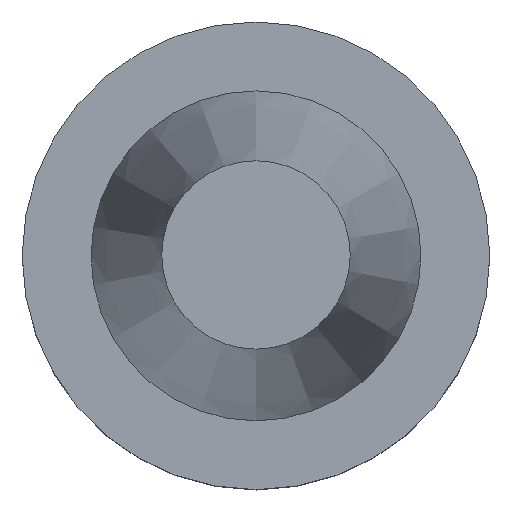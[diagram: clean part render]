
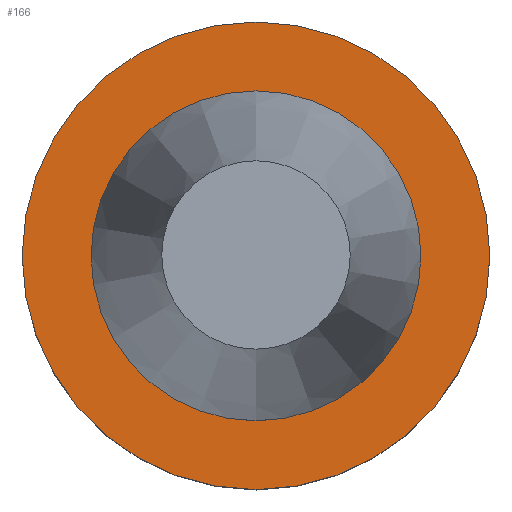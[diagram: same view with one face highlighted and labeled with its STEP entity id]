
A CAD part, top view. The second image highlights one B-rep face of the part: STEP entity #166.
In plain terms, the highlighted planar face has unit normal (0, 0, 1).
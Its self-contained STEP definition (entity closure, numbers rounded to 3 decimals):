
#110=EDGE_CURVE('Unnamed[1]',#262,#262,#263,.T.);
#161=EDGE_CURVE('Unnamed[1]',#340,#340,#341,.T.);
#166=ADVANCED_FACE('Unnamed[1]',(#347,#348),#349,.T.);
#262=VERTEX_POINT('',#459);
#263=CIRCLE('',#460,22.225);
#340=VERTEX_POINT('',#557);
#341=CIRCLE('',#558,31.5);
#347=FACE_OUTER_BOUND('',#566,.T.);
#348=FACE_BOUND('',#567,.T.);
#349=PLANE('',#568);
#459=CARTESIAN_POINT('',(0.,22.225,-1.));
#460=AXIS2_PLACEMENT_3D('',#669,#670,#671);
#557=CARTESIAN_POINT('',(0.,31.5,-1.));
#558=AXIS2_PLACEMENT_3D('',#753,#754,#755);
#566=EDGE_LOOP('',(#760));
#567=EDGE_LOOP('',(#761));
#568=AXIS2_PLACEMENT_3D('',#762,#763,#764);
#669=CARTESIAN_POINT('',(0.,0.,-1.));
#670=DIRECTION('',(0.,0.,-1.0));
#671=DIRECTION('',(0.,1.0,0.));
#753=CARTESIAN_POINT('',(0.,0.,-1.));
#754=DIRECTION('',(0.,0.,-1.0));
#755=DIRECTION('',(0.,1.0,0.));
#760=ORIENTED_EDGE('',*,*,#161,.F.);
#761=ORIENTED_EDGE('',*,*,#110,.T.);
#762=CARTESIAN_POINT('',(0.,26.862,-1.));
#763=DIRECTION('',(0.,0.,1.0));
#764=DIRECTION('',(0.,-1.0,0.));
